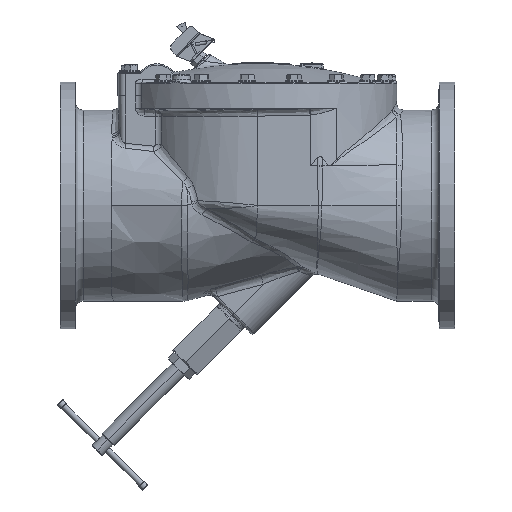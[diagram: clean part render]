
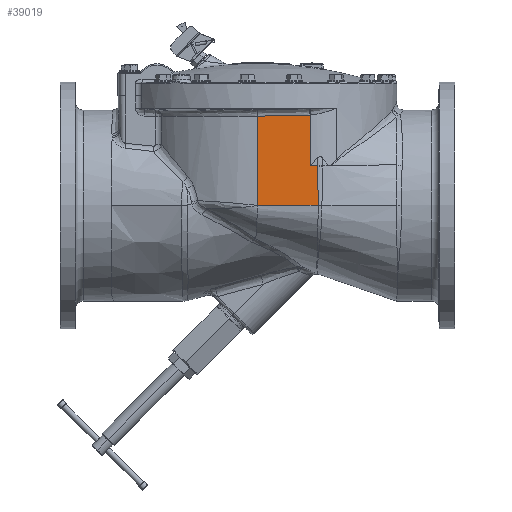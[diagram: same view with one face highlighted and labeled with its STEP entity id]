
A CAD part, top view. The second image highlights one B-rep face of the part: STEP entity #39019.
In plain terms, the highlighted planar face has unit normal (0, 0, 1).
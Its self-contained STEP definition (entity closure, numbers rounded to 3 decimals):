
#11600=CARTESIAN_POINT('',(0.,9.052,12.438));
#11715=CARTESIAN_POINT('',(6.142,3.994,12.438));
#11716=CARTESIAN_POINT('',(6.148,3.507,12.438));
#11717=CARTESIAN_POINT('',(6.157,2.563,12.438));
#11718=CARTESIAN_POINT('',(6.165,1.266,12.438));
#11719=CARTESIAN_POINT('',(6.166,0.416,12.438));
#11720=CARTESIAN_POINT('',(6.166,0.,12.438));
#11722=DIRECTION('',(0.,1.,0.));
#11723=VECTOR('',#11722,9.052);
#11724=CARTESIAN_POINT('',(0.,0.,12.438));
#11725=LINE('',#11724,#11723);
#11726=CARTESIAN_POINT('',(5.331,9.169,12.438));
#11727=CARTESIAN_POINT('',(4.845,9.151,12.438));
#11728=CARTESIAN_POINT('',(3.896,9.119,12.438));
#11729=CARTESIAN_POINT('',(2.557,9.084,12.438));
#11730=CARTESIAN_POINT('',(1.265,9.061,12.438));
#11731=CARTESIAN_POINT('',(0.418,9.054,
12.438));
#11732=CARTESIAN_POINT('',(0.,9.052,12.438));
#11734=CARTESIAN_POINT('',(5.385,9.172,12.438));
#11735=CARTESIAN_POINT('',(5.379,9.171,12.438));
#11736=CARTESIAN_POINT('',(5.367,9.171,12.438));
#11737=CARTESIAN_POINT('',(5.349,9.17,12.438));
#11738=CARTESIAN_POINT('',(5.337,9.169,12.438));
#11739=CARTESIAN_POINT('',(5.331,9.169,12.438));
#11741=DIRECTION('',(-1.,0.,0.));
#11742=VECTOR('',#11741,0.757);
#11743=CARTESIAN_POINT('',(6.142,4.,12.438));
#11744=LINE('',#11743,#11742);
#11745=CARTESIAN_POINT('',(6.142,4.,12.438));
#11746=CARTESIAN_POINT('',(6.142,3.999,12.438));
#11747=CARTESIAN_POINT('',(6.142,3.998,12.438));
#11748=CARTESIAN_POINT('',(6.142,3.996,12.438));
#11749=CARTESIAN_POINT('',(6.142,3.994,12.438));
#11750=CARTESIAN_POINT('',(6.142,3.994,12.438));
#12148=DIRECTION('',(0.,1.,0.));
#12149=VECTOR('',#12148,5.172);
#12150=CARTESIAN_POINT('',(5.385,4.,12.438));
#12151=LINE('',#12150,#12149);
#12174=CARTESIAN_POINT('',(5.385,9.172,12.438));
#12303=CARTESIAN_POINT('',(6.142,4.,12.438));
#18556=DIRECTION('',(1.,0.,0.));
#18557=VECTOR('',#18556,6.166);
#18558=CARTESIAN_POINT('',(0.,0.,12.438));
#18559=LINE('',#18558,#18557);
#21580=CARTESIAN_POINT('',(0.,0.,12.438));
#24443=VERTEX_POINT('',#21580);
#24493=VERTEX_POINT('',#11600);
#24508=VERTEX_POINT('',#11726);
#24543=VERTEX_POINT('',#12174);
#24549=CARTESIAN_POINT('',(5.385,4.,12.438));
#24550=VERTEX_POINT('',#24549);
#24553=VERTEX_POINT('',#11715);
#24554=VERTEX_POINT('',#11720);
#24558=VERTEX_POINT('',#12303);
#38999=CARTESIAN_POINT('',(0.,0.,12.438));
#39000=DIRECTION('',(0.,0.,1.));
#39001=DIRECTION('',(1.,0.,0.));
#39002=AXIS2_PLACEMENT_3D('',#38999,#39000,#39001);
#39003=PLANE('',#39002);
#39005=ORIENTED_EDGE('',*,*,#39004,.T.);
#39007=ORIENTED_EDGE('',*,*,#39006,.F.);
#39008=ORIENTED_EDGE('',*,*,#38986,.T.);
#39009=ORIENTED_EDGE('',*,*,#30624,.F.);
#39010=ORIENTED_EDGE('',*,*,#30668,.F.);
#39012=ORIENTED_EDGE('',*,*,#39011,.F.);
#39014=ORIENTED_EDGE('',*,*,#39013,.F.);
#39016=ORIENTED_EDGE('',*,*,#39015,.T.);
#39017=EDGE_LOOP('',(#39005,#39007,#39008,#39009,#39010,#39012,#39014,#39016));
#39018=FACE_OUTER_BOUND('',#39017,.F.);
#11721=B_SPLINE_CURVE_WITH_KNOTS('',3,(#11715,#11716,#11717,#11718,#11719,
#11720),.UNSPECIFIED.,.F.,.F.,(4,1,1,4),(0.,0.333,
0.667,1.),.UNSPECIFIED.);
#11733=B_SPLINE_CURVE_WITH_KNOTS('',3,(#11726,#11727,#11728,#11729,#11730,
#11731,#11732),.UNSPECIFIED.,.F.,.F.,(4,1,1,1,4),(0.,0.25,0.5,0.75,
1.),.UNSPECIFIED.);
#11740=B_SPLINE_CURVE_WITH_KNOTS('',3,(#11734,#11735,#11736,#11737,#11738,
#11739),.UNSPECIFIED.,.F.,.F.,(4,1,1,4),(0.,0.333,
0.667,1.),.UNSPECIFIED.);
#11751=B_SPLINE_CURVE_WITH_KNOTS('',3,(#11745,#11746,#11747,#11748,#11749,
#11750),.UNSPECIFIED.,.F.,.F.,(4,1,1,4),(0.,0.333,
0.667,1.),.UNSPECIFIED.);
#30624=EDGE_CURVE('',#24508,#24493,#11733,.T.);
#30668=EDGE_CURVE('',#24543,#24508,#11740,.T.);
#38986=EDGE_CURVE('',#24443,#24493,#11725,.T.);
#39004=EDGE_CURVE('',#24553,#24554,#11721,.T.);
#39006=EDGE_CURVE('',#24443,#24554,#18559,.T.);
#39011=EDGE_CURVE('',#24550,#24543,#12151,.T.);
#39013=EDGE_CURVE('',#24558,#24550,#11744,.T.);
#39015=EDGE_CURVE('',#24558,#24553,#11751,.T.);
#39019=ADVANCED_FACE('',(#39018),#39003,.T.);
